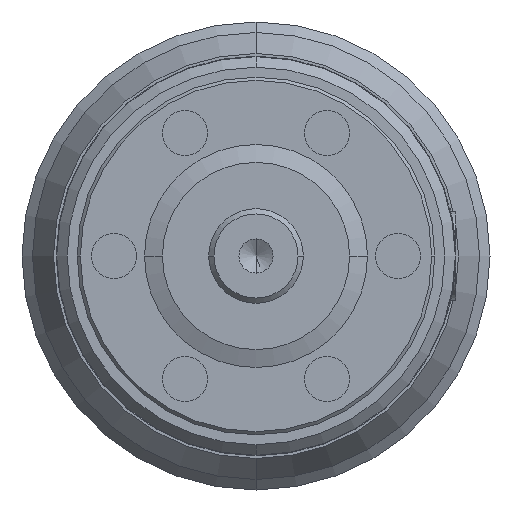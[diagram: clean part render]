
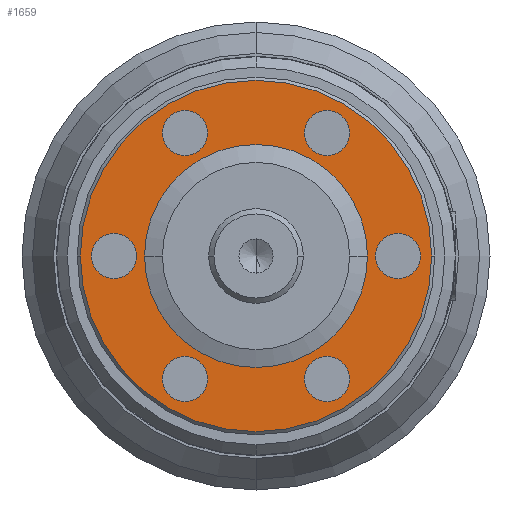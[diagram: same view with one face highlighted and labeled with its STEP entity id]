
A CAD part, front view. The second image highlights one B-rep face of the part: STEP entity #1659.
In plain terms, the highlighted planar face has unit normal (0, -1, 0).
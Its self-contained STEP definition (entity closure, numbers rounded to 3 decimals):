
#134=CARTESIAN_POINT('',(0.,0.,0.));
#135=DIRECTION('',(0.,1.,0.));
#136=DIRECTION('',(1.,0.,0.));
#137=AXIS2_PLACEMENT_3D('',#134,#135,#136);
#139=CARTESIAN_POINT('',(0.,0.,0.));
#140=DIRECTION('',(0.,1.,0.));
#141=DIRECTION('',(-1.,0.,0.));
#142=AXIS2_PLACEMENT_3D('',#139,#140,#141);
#144=CARTESIAN_POINT('',(6.75,0.,-11.691));
#145=DIRECTION('',(0.,-1.,0.));
#146=DIRECTION('',(0.5,0.,-0.866));
#147=AXIS2_PLACEMENT_3D('',#144,#145,#146);
#149=CARTESIAN_POINT('',(6.75,0.,-11.691));
#150=DIRECTION('',(0.,-1.,0.));
#151=DIRECTION('',(-0.5,0.,0.866));
#152=AXIS2_PLACEMENT_3D('',#149,#150,#151);
#154=CARTESIAN_POINT('',(-6.75,0.,-11.691));
#155=DIRECTION('',(0.,-1.,0.));
#156=DIRECTION('',(-0.5,0.,-0.866));
#157=AXIS2_PLACEMENT_3D('',#154,#155,#156);
#159=CARTESIAN_POINT('',(-6.75,0.,-11.691));
#160=DIRECTION('',(0.,-1.,0.));
#161=DIRECTION('',(0.5,0.,0.866));
#162=AXIS2_PLACEMENT_3D('',#159,#160,#161);
#164=CARTESIAN_POINT('',(-13.5,0.,0.));
#165=DIRECTION('',(0.,-1.,0.));
#166=DIRECTION('',(-1.,0.,0.));
#167=AXIS2_PLACEMENT_3D('',#164,#165,#166);
#169=CARTESIAN_POINT('',(-13.5,0.,0.));
#170=DIRECTION('',(0.,-1.,0.));
#171=DIRECTION('',(1.,0.,0.));
#172=AXIS2_PLACEMENT_3D('',#169,#170,#171);
#174=CARTESIAN_POINT('',(-6.75,0.,11.691));
#175=DIRECTION('',(0.,-1.,0.));
#176=DIRECTION('',(-0.5,0.,0.866));
#177=AXIS2_PLACEMENT_3D('',#174,#175,#176);
#179=CARTESIAN_POINT('',(-6.75,0.,11.691));
#180=DIRECTION('',(0.,-1.,0.));
#181=DIRECTION('',(0.5,0.,-0.866));
#182=AXIS2_PLACEMENT_3D('',#179,#180,#181);
#184=CARTESIAN_POINT('',(6.75,0.,11.691));
#185=DIRECTION('',(0.,-1.,0.));
#186=DIRECTION('',(0.5,0.,0.866));
#187=AXIS2_PLACEMENT_3D('',#184,#185,#186);
#189=CARTESIAN_POINT('',(6.75,0.,11.691));
#190=DIRECTION('',(0.,-1.,0.));
#191=DIRECTION('',(-0.5,0.,-0.866));
#192=AXIS2_PLACEMENT_3D('',#189,#190,#191);
#194=CARTESIAN_POINT('',(0.,0.,0.));
#195=DIRECTION('',(0.,-1.,0.));
#196=DIRECTION('',(-1.,0.,0.));
#197=AXIS2_PLACEMENT_3D('',#194,#195,#196);
#199=CARTESIAN_POINT('',(0.,0.,0.));
#200=DIRECTION('',(0.,-1.,0.));
#201=DIRECTION('',(1.,0.,0.));
#202=AXIS2_PLACEMENT_3D('',#199,#200,#201);
#204=CARTESIAN_POINT('',(13.5,0.,0.));
#205=DIRECTION('',(0.,-1.,0.));
#206=DIRECTION('',(1.,0.,0.));
#207=AXIS2_PLACEMENT_3D('',#204,#205,#206);
#209=CARTESIAN_POINT('',(13.5,0.,0.));
#210=DIRECTION('',(0.,-1.,0.));
#211=DIRECTION('',(-1.,0.,0.));
#212=AXIS2_PLACEMENT_3D('',#209,#210,#211);
#1116=CARTESIAN_POINT('',(-7.825,0.,-13.553));
#1118=VERTEX_POINT('',#1116);
#1119=CARTESIAN_POINT('',(-5.675,0.,-9.829));
#1120=VERTEX_POINT('',#1119);
#1124=CARTESIAN_POINT('',(-15.65,0.,0.));
#1126=VERTEX_POINT('',#1124);
#1127=CARTESIAN_POINT('',(-11.35,0.,0.));
#1128=VERTEX_POINT('',#1127);
#1132=CARTESIAN_POINT('',(-7.825,0.,13.553));
#1134=VERTEX_POINT('',#1132);
#1135=CARTESIAN_POINT('',(-5.675,0.,9.829));
#1136=VERTEX_POINT('',#1135);
#1140=CARTESIAN_POINT('',(7.825,0.,13.553));
#1142=VERTEX_POINT('',#1140);
#1143=CARTESIAN_POINT('',(5.675,0.,9.829));
#1144=VERTEX_POINT('',#1143);
#1155=CARTESIAN_POINT('',(-16.7,0.,0.));
#1157=VERTEX_POINT('',#1155);
#1161=CARTESIAN_POINT('',(16.7,0.,0.));
#1162=VERTEX_POINT('',#1161);
#1168=CARTESIAN_POINT('',(15.65,0.,0.));
#1170=VERTEX_POINT('',#1168);
#1171=CARTESIAN_POINT('',(11.35,0.,0.));
#1172=VERTEX_POINT('',#1171);
#1199=CARTESIAN_POINT('',(10.603,0.,0.));
#1200=VERTEX_POINT('',#1199);
#1201=CARTESIAN_POINT('',(-10.603,0.,0.));
#1202=VERTEX_POINT('',#1201);
#1204=CARTESIAN_POINT('',(7.825,0.,
-13.553));
#1206=VERTEX_POINT('',#1204);
#1207=CARTESIAN_POINT('',(5.675,0.,
-9.829));
#1208=VERTEX_POINT('',#1207);
#1608=CARTESIAN_POINT('',(0.,0.,10.603));
#1609=DIRECTION('',(0.,-1.,0.));
#1610=DIRECTION('',(0.,0.,-1.));
#1611=AXIS2_PLACEMENT_3D('',#1608,#1609,#1610);
#1612=PLANE('',#1611);
#1614=ORIENTED_EDGE('',*,*,#1613,.T.);
#1616=ORIENTED_EDGE('',*,*,#1615,.T.);
#1617=EDGE_LOOP('',(#1614,#1616));
#1618=FACE_OUTER_BOUND('',#1617,.F.);
#1620=ORIENTED_EDGE('',*,*,#1619,.T.);
#1622=ORIENTED_EDGE('',*,*,#1621,.T.);
#1623=EDGE_LOOP('',(#1620,#1622));
#1624=FACE_BOUND('',#1623,.F.);
#1626=ORIENTED_EDGE('',*,*,#1625,.T.);
#1628=ORIENTED_EDGE('',*,*,#1627,.T.);
#1629=EDGE_LOOP('',(#1626,#1628));
#1630=FACE_BOUND('',#1629,.F.);
#1632=ORIENTED_EDGE('',*,*,#1631,.T.);
#1634=ORIENTED_EDGE('',*,*,#1633,.T.);
#1635=EDGE_LOOP('',(#1632,#1634));
#1636=FACE_BOUND('',#1635,.F.);
#1638=ORIENTED_EDGE('',*,*,#1637,.T.);
#1640=ORIENTED_EDGE('',*,*,#1639,.T.);
#1641=EDGE_LOOP('',(#1638,#1640));
#1642=FACE_BOUND('',#1641,.F.);
#1644=ORIENTED_EDGE('',*,*,#1643,.T.);
#1646=ORIENTED_EDGE('',*,*,#1645,.T.);
#1647=EDGE_LOOP('',(#1644,#1646));
#1648=FACE_BOUND('',#1647,.F.);
#1649=ORIENTED_EDGE('',*,*,#1600,.T.);
#1650=ORIENTED_EDGE('',*,*,#1588,.T.);
#1651=EDGE_LOOP('',(#1649,#1650));
#1652=FACE_BOUND('',#1651,.F.);
#1654=ORIENTED_EDGE('',*,*,#1653,.T.);
#1656=ORIENTED_EDGE('',*,*,#1655,.T.);
#1657=EDGE_LOOP('',(#1654,#1656));
#1658=FACE_BOUND('',#1657,.F.);
#1659=ADVANCED_FACE('',(#1618,#1624,#1630,#1636,#1642,#1648,#1652,#1658),#1612,
.T.);
#138=CIRCLE('',#137,16.7);
#143=CIRCLE('',#142,16.7);
#148=CIRCLE('',#147,2.15);
#153=CIRCLE('',#152,2.15);
#158=CIRCLE('',#157,2.15);
#163=CIRCLE('',#162,2.15);
#168=CIRCLE('',#167,2.15);
#173=CIRCLE('',#172,2.15);
#178=CIRCLE('',#177,2.15);
#183=CIRCLE('',#182,2.15);
#188=CIRCLE('',#187,2.15);
#193=CIRCLE('',#192,2.15);
#198=CIRCLE('',#197,10.603);
#203=CIRCLE('',#202,10.603);
#208=CIRCLE('',#207,2.15);
#213=CIRCLE('',#212,2.15);
#1588=EDGE_CURVE('',#1200,#1202,#203,.T.);
#1600=EDGE_CURVE('',#1202,#1200,#198,.T.);
#1613=EDGE_CURVE('',#1162,#1157,#138,.T.);
#1615=EDGE_CURVE('',#1157,#1162,#143,.T.);
#1619=EDGE_CURVE('',#1206,#1208,#148,.T.);
#1621=EDGE_CURVE('',#1208,#1206,#153,.T.);
#1625=EDGE_CURVE('',#1118,#1120,#158,.T.);
#1627=EDGE_CURVE('',#1120,#1118,#163,.T.);
#1631=EDGE_CURVE('',#1126,#1128,#168,.T.);
#1633=EDGE_CURVE('',#1128,#1126,#173,.T.);
#1637=EDGE_CURVE('',#1134,#1136,#178,.T.);
#1639=EDGE_CURVE('',#1136,#1134,#183,.T.);
#1643=EDGE_CURVE('',#1142,#1144,#188,.T.);
#1645=EDGE_CURVE('',#1144,#1142,#193,.T.);
#1653=EDGE_CURVE('',#1170,#1172,#208,.T.);
#1655=EDGE_CURVE('',#1172,#1170,#213,.T.);
